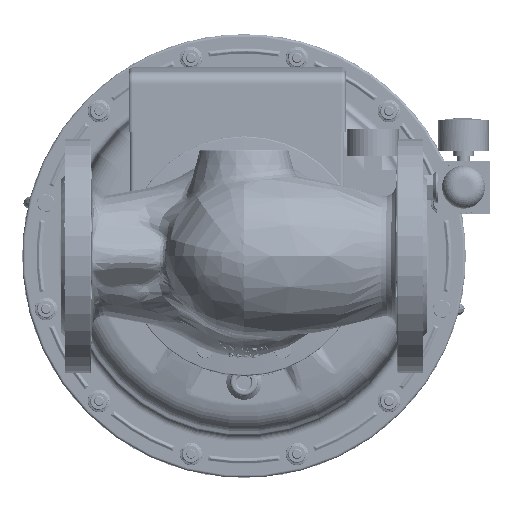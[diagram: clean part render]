
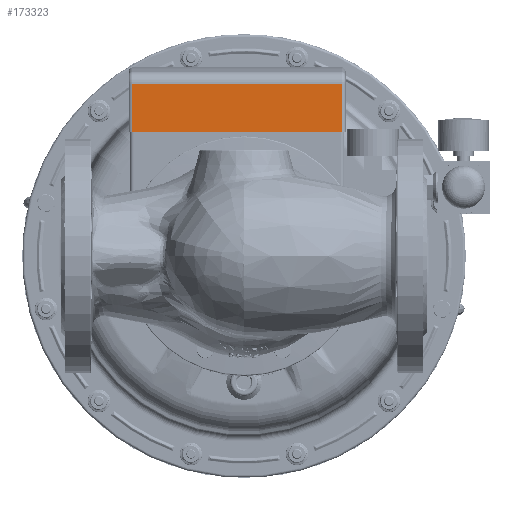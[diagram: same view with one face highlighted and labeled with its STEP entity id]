
A CAD part, front view. The second image highlights one B-rep face of the part: STEP entity #173323.
In plain terms, the highlighted planar face has unit normal (0, -1, 0).
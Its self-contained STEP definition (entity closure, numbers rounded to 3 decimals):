
#9605 = CARTESIAN_POINT ( 'NONE',  ( 0., -1., 56. ) ) ;
#9608 = DIRECTION ( 'NONE',  ( 1., 0., 0. ) ) ;
#9659 = CARTESIAN_POINT ( 'NONE',  ( 168., -1., 107. ) ) ;
#9661 = DIRECTION ( 'NONE',  ( 0., 0., 1. ) ) ;
#9678 = CARTESIAN_POINT ( 'NONE',  ( 0., -1., 93.693 ) ) ;
#9681 = DIRECTION ( 'NONE',  ( -1., 0., 0. ) ) ;
#9682 = CARTESIAN_POINT ( 'NONE',  ( 2., -1., 107. ) ) ;
#9685 = DIRECTION ( 'NONE',  ( 0., 0., -1. ) ) ;
#17813 = LINE ( 'NONE', #9605, #17819 ) ;
#17819 = VECTOR ( 'NONE', #9608, 1000. ) ;
#17839 = LINE ( 'NONE', #9659, #17843 ) ;
#17841 = LINE ( 'NONE', #9678, #17847 ) ;
#17843 = VECTOR ( 'NONE', #9661, 1000. ) ;
#17845 = LINE ( 'NONE', #9682, #17851 ) ;
#17847 = VECTOR ( 'NONE', #9681, 1000. ) ;
#17851 = VECTOR ( 'NONE', #9685, 1000. ) ;
#48105 = VERTEX_POINT ( 'NONE', #282180 ) ;
#48165 = VERTEX_POINT ( 'NONE', #282190 ) ;
#48441 = VERTEX_POINT ( 'NONE', #282235 ) ;
#94356 = ORIENTED_EDGE ( 'NONE', *, *, #279338, .T. ) ;
#94357 = ORIENTED_EDGE ( 'NONE', *, *, #279340, .T. ) ;
#94359 = ORIENTED_EDGE ( 'NONE', *, *, #279343, .T. ) ;
#94361 = ORIENTED_EDGE ( 'NONE', *, *, #279315, .T. ) ;
#96333 = FACE_OUTER_BOUND ( 'NONE', #191993, .T. ) ;
#135358 = VERTEX_POINT ( 'NONE', #215350 ) ;
#141546 = AXIS2_PLACEMENT_3D ( 'NONE', #307256, #307258, #307262 ) ;
#173323 = ADVANCED_FACE ( 'NONE', ( #96333 ), #307185, .F. ) ;
#191993 = EDGE_LOOP ( 'NONE', ( #94356, #94357, #94359, #94361 ) ) ;
#215350 = CARTESIAN_POINT ( 'NONE',  ( 168., -1., 56. ) ) ;
#279315 = EDGE_CURVE ( 'NONE', #48165, #135358, #17813, .T. ) ;
#279338 = EDGE_CURVE ( 'NONE', #135358, #48105, #17839, .T. ) ;
#279340 = EDGE_CURVE ( 'NONE', #48105, #48441, #17841, .T. ) ;
#279343 = EDGE_CURVE ( 'NONE', #48441, #48165, #17845, .T. ) ;
#282180 = CARTESIAN_POINT ( 'NONE',  ( 168., -1., 93.693 ) ) ;
#282190 = CARTESIAN_POINT ( 'NONE',  ( 2., -1., 56. ) ) ;
#282235 = CARTESIAN_POINT ( 'NONE',  ( 2., -1., 93.693 ) ) ;
#307185 = PLANE ( 'NONE',  #141546 ) ;
#307256 = CARTESIAN_POINT ( 'NONE',  ( 0., -1., 107. ) ) ;
#307258 = DIRECTION ( 'NONE',  ( 0., 1., 0. ) ) ;
#307262 = DIRECTION ( 'NONE',  ( 0., 0., 1. ) ) ;
